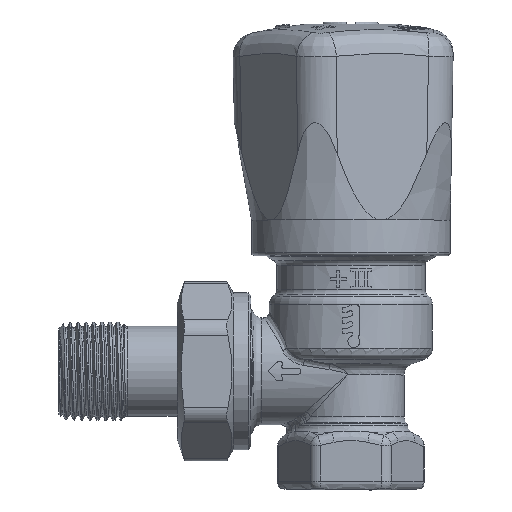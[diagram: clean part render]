
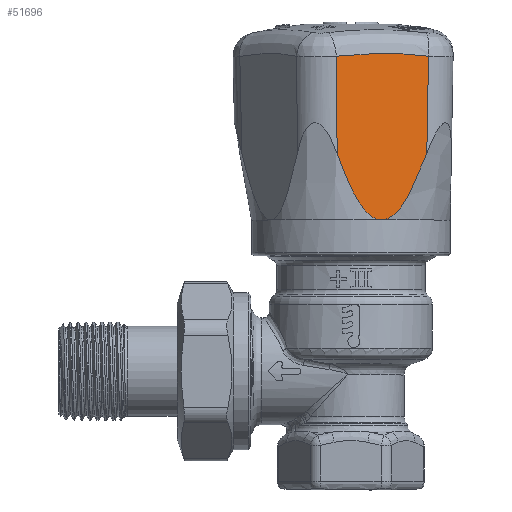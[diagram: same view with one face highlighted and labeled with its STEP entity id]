
A CAD part, top view. The second image highlights one B-rep face of the part: STEP entity #51696.
In plain terms, the highlighted planar face has unit normal (0.309, -0.018, 0.951).
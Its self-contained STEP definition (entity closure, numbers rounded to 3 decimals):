
#43446=CARTESIAN_POINT('',(-2.437,53.109,
18.91));
#43447=CARTESIAN_POINT('',(-1.577,53.215,
18.633));
#43448=CARTESIAN_POINT('',(0.144,53.391,
18.077));
#43449=CARTESIAN_POINT('',(2.734,53.551,17.238));
#43450=CARTESIAN_POINT('',(5.328,53.604,16.397));
#43451=CARTESIAN_POINT('',(7.92,53.551,15.553));
#43452=CARTESIAN_POINT('',(10.509,53.391,14.709));
#43453=CARTESIAN_POINT('',(12.228,53.215,14.147));
#43454=CARTESIAN_POINT('',(13.087,53.109,13.867));
#43540=CARTESIAN_POINT('',(12.8,36.662,13.658));
#43542=DIRECTION('',(0.017,1.,0.013));
#43543=VECTOR('',#43542,16.45);
#43544=CARTESIAN_POINT('',(12.8,36.662,13.658));
#43545=LINE('',#43544,#43543);
#43864=DIRECTION('',(-0.007,1.,0.021));
#43865=VECTOR('',#43864,16.45);
#43866=CARTESIAN_POINT('',(-2.327,36.662,
18.573));
#43867=LINE('',#43866,#43865);
#43868=CARTESIAN_POINT('',(-2.327,36.662,
18.573));
#43909=CARTESIAN_POINT('',(12.8,36.662,13.658));
#43910=CARTESIAN_POINT('',(12.592,36.092,13.715));
#43911=CARTESIAN_POINT('',(12.185,35.012,13.828));
#43912=CARTESIAN_POINT('',(11.608,33.581,13.989));
#43913=CARTESIAN_POINT('',(11.059,32.314,14.144));
#43914=CARTESIAN_POINT('',(10.536,31.197,14.293));
#43915=CARTESIAN_POINT('',(10.039,30.218,14.437));
#43916=CARTESIAN_POINT('',(9.565,29.364,14.575));
#43917=CARTESIAN_POINT('',(9.113,28.624,14.708));
#43918=CARTESIAN_POINT('',(8.683,27.988,14.836));
#43919=CARTESIAN_POINT('',(8.273,27.446,14.96));
#43920=CARTESIAN_POINT('',(7.883,26.991,15.078));
#43921=CARTESIAN_POINT('',(7.515,26.615,15.191));
#43922=CARTESIAN_POINT('',(7.166,26.308,15.298));
#43923=CARTESIAN_POINT('',(6.84,26.065,15.4));
#43924=CARTESIAN_POINT('',(6.533,25.875,15.496));
#43925=CARTESIAN_POINT('',(6.243,25.73,15.588));
#43926=CARTESIAN_POINT('',(5.965,25.624,15.676));
#43927=CARTESIAN_POINT('',(5.697,25.552,15.762));
#43928=CARTESIAN_POINT('',(5.436,25.509,15.846));
#43929=CARTESIAN_POINT('',(5.262,25.5,15.902));
#43930=CARTESIAN_POINT('',(5.176,25.5,15.93));
#43932=CARTESIAN_POINT('',(5.176,25.5,15.93));
#43933=CARTESIAN_POINT('',(5.086,25.5,15.96));
#43934=CARTESIAN_POINT('',(4.904,25.51,16.019));
#43935=CARTESIAN_POINT('',(4.629,25.557,16.109));
#43936=CARTESIAN_POINT('',(4.347,25.637,16.202));
#43937=CARTESIAN_POINT('',(4.053,25.756,16.3));
#43938=CARTESIAN_POINT('',(3.746,25.918,16.403));
#43939=CARTESIAN_POINT('',(3.419,26.133,16.513));
#43940=CARTESIAN_POINT('',(3.071,26.411,16.631));
#43941=CARTESIAN_POINT('',(2.699,26.762,16.758));
#43942=CARTESIAN_POINT('',(2.305,27.196,16.894));
#43943=CARTESIAN_POINT('',(1.888,27.721,17.039));
#43944=CARTESIAN_POINT('',(1.449,28.349,17.193));
#43945=CARTESIAN_POINT('',(0.988,29.088,
17.357));
#43946=CARTESIAN_POINT('',(0.504,29.952,
17.53));
#43947=CARTESIAN_POINT('',(-0.005,30.952,
17.714));
#43948=CARTESIAN_POINT('',(-0.54,32.102,
17.909));
#43949=CARTESIAN_POINT('',(-1.103,33.42,
18.116));
#43950=CARTESIAN_POINT('',(-1.695,34.919,
18.336));
#43951=CARTESIAN_POINT('',(-2.113,36.058,
18.492));
#43952=CARTESIAN_POINT('',(-2.327,36.662,
18.573));
#48439=VERTEX_POINT('',#43868);
#48441=VERTEX_POINT('',#43932);
#48449=VERTEX_POINT('',#43540);
#48452=VERTEX_POINT('',#43446);
#48453=VERTEX_POINT('',#43454);
#51682=CARTESIAN_POINT('',(-26.371,56.879,
26.756));
#51683=DIRECTION('',(-0.309,0.017,-0.951));
#51684=DIRECTION('',(-0.005,-1.,-0.017));
#51685=AXIS2_PLACEMENT_3D('',#51682,#51683,#51684);
#51686=PLANE('',#51685);
#51687=ORIENTED_EDGE('',*,*,#51490,.T.);
#51688=ORIENTED_EDGE('',*,*,#51555,.F.);
#51690=ORIENTED_EDGE('',*,*,#51689,.T.);
#51692=ORIENTED_EDGE('',*,*,#51691,.T.);
#51693=ORIENTED_EDGE('',*,*,#51674,.T.);
#51694=EDGE_LOOP('',(#51687,#51688,#51690,#51692,#51693));
#51695=FACE_OUTER_BOUND('',#51694,.F.);
#51696=ADVANCED_FACE('',(#51695),#51686,.F.);
#43455=B_SPLINE_CURVE_WITH_KNOTS('',3,(#43446,#43447,#43448,#43449,#43450,
#43451,#43452,#43453,#43454),.UNSPECIFIED.,.F.,.F.,(4,1,1,1,1,1,4),(0.,
0.167,0.333,0.5,0.667,0.833,
1.),.UNSPECIFIED.);
#43931=B_SPLINE_CURVE_WITH_KNOTS('',3,(#43909,#43910,#43911,#43912,#43913,
#43914,#43915,#43916,#43917,#43918,#43919,#43920,#43921,#43922,#43923,#43924,
#43925,#43926,#43927,#43928,#43929,#43930),.UNSPECIFIED.,.F.,.F.,(4,1,1,1,1,1,1,
1,1,1,1,1,1,1,1,1,1,1,1,4),(0.,0.053,0.105,
0.158,0.211,0.263,0.316,
0.368,0.421,0.474,0.526,
0.579,0.632,0.684,0.737,
0.789,0.842,0.895,0.947,1.),
.UNSPECIFIED.);
#43953=B_SPLINE_CURVE_WITH_KNOTS('',3,(#43932,#43933,#43934,#43935,#43936,
#43937,#43938,#43939,#43940,#43941,#43942,#43943,#43944,#43945,#43946,#43947,
#43948,#43949,#43950,#43951,#43952),.UNSPECIFIED.,.F.,.F.,(4,1,1,1,1,1,1,1,1,1,
1,1,1,1,1,1,1,1,4),(0.,0.056,0.111,0.167,
0.222,0.278,0.333,0.389,
0.444,0.5,0.556,0.611,0.667,
0.722,0.778,0.833,0.889,
0.944,1.),.UNSPECIFIED.);
#51490=EDGE_CURVE('',#48452,#48453,#43455,.T.);
#51555=EDGE_CURVE('',#48449,#48453,#43545,.T.);
#51674=EDGE_CURVE('',#48439,#48452,#43867,.T.);
#51689=EDGE_CURVE('',#48449,#48441,#43931,.T.);
#51691=EDGE_CURVE('',#48441,#48439,#43953,.T.);
